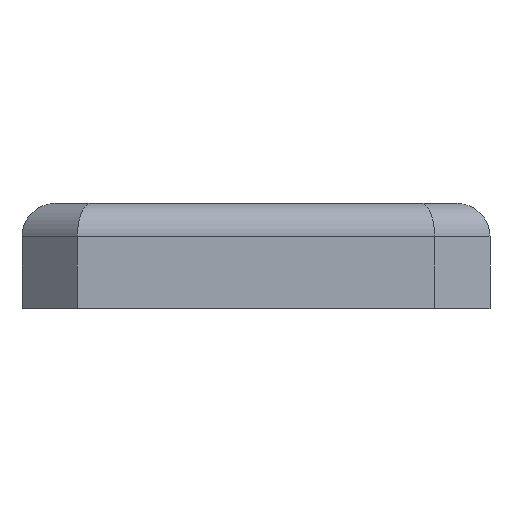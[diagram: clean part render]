
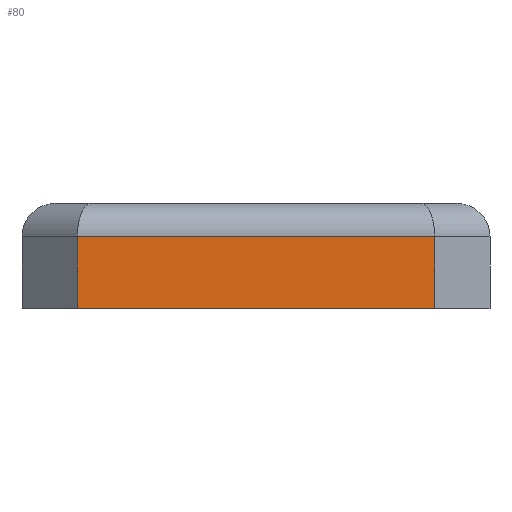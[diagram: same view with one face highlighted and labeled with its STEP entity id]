
A CAD part, front view. The second image highlights one B-rep face of the part: STEP entity #80.
In plain terms, the highlighted planar face has unit normal (0, -1, 0).
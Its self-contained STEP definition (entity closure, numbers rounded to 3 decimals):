
#80=ADVANCED_FACE('',(#902),#904,.T.);
#902=FACE_BOUND('',#903,.T.);
#903=EDGE_LOOP('',(#1929,#1930,#1931,#1932));
#904=PLANE('',#905);
#905=AXIS2_PLACEMENT_3D('',#906,#907,#908);
#906=CARTESIAN_POINT('',(-16.15,-21.15,0.));
#907=DIRECTION('',(0.,-1.,0.));
#908=DIRECTION('',(1.,0.,0.));
#1929=ORIENTED_EDGE('',*,*,#2315,.F.);
#1930=ORIENTED_EDGE('',*,*,#2316,.F.);
#1931=ORIENTED_EDGE('',*,*,#2317,.T.);
#1932=ORIENTED_EDGE('',*,*,#2313,.T.);
#2313=EDGE_CURVE('',#2514,#2512,#2515,.T.);
#2315=EDGE_CURVE('',#2517,#2512,#2518,.T.);
#2316=EDGE_CURVE('',#2519,#2517,#2520,.T.);
#2317=EDGE_CURVE('',#2519,#2514,#2521,.T.);
#2512=VERTEX_POINT('',#2890);
#2514=VERTEX_POINT('',#2894);
#2515=LINE('',#2895,#2896);
#2517=VERTEX_POINT('',#2901);
#2518=LINE('',#2902,#2903);
#2519=VERTEX_POINT('',#2905);
#2520=LINE('',#2906,#2907);
#2521=LINE('',#2909,#2910);
#2890=CARTESIAN_POINT('',(16.15,-21.15,6.5));
#2894=CARTESIAN_POINT('',(16.15,-21.15,0.));
#2895=CARTESIAN_POINT('',(16.15,-21.15,0.));
#2896=VECTOR('',#2897,1.);
#2897=DIRECTION('',(0.,0.,1.));
#2901=CARTESIAN_POINT('',(-16.15,-21.15,6.5));
#2902=CARTESIAN_POINT('',(-16.15,-21.15,6.5));
#2903=VECTOR('',#2904,1.);
#2904=DIRECTION('',(1.,0.,0.));
#2905=CARTESIAN_POINT('',(-16.15,-21.15,0.));
#2906=CARTESIAN_POINT('',(-16.15,-21.15,0.));
#2907=VECTOR('',#2908,1.);
#2908=DIRECTION('',(0.,0.,1.));
#2909=CARTESIAN_POINT('',(-16.15,-21.15,0.));
#2910=VECTOR('',#2911,1.);
#2911=DIRECTION('',(1.,0.,0.));
